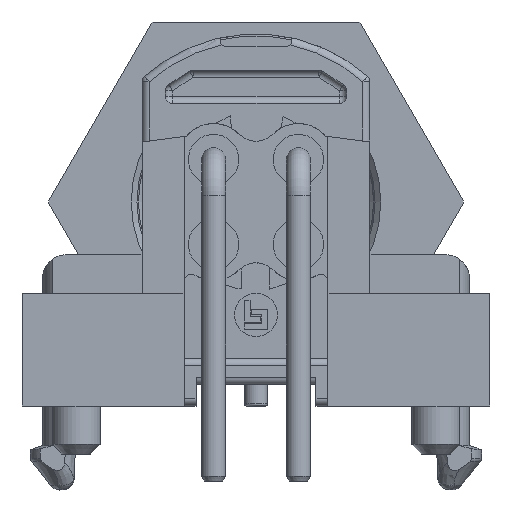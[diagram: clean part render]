
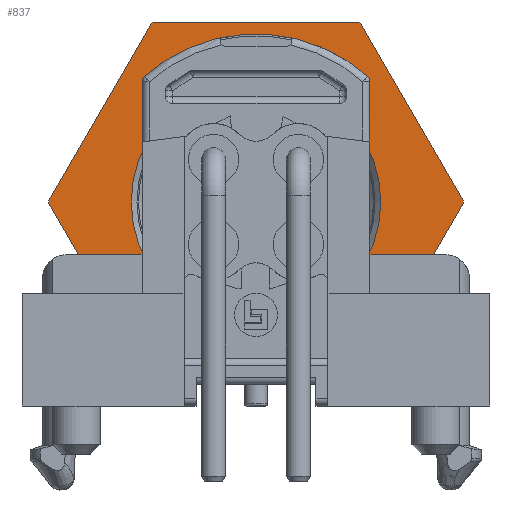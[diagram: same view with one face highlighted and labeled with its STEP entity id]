
A CAD part, left-side view. The second image highlights one B-rep face of the part: STEP entity #837.
In plain terms, the highlighted planar face has unit normal (-1, 0, 0).
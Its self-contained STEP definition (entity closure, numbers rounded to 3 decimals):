
#348=PLANE('',#6598);
#488=FACE_BOUND('',#1609,.T.);
#489=FACE_BOUND('',#1610,.T.);
#837=ADVANCED_FACE('',(#488,#489),#348,.F.);
#1609=EDGE_LOOP('',(#3114));
#1610=EDGE_LOOP('',(#3115,#3116,#3117,#3118,#3119,#3120,#3121,#3122,#3123,
#3124,#3125,#3126));
#3114=ORIENTED_EDGE('',*,*,#4443,.T.);
#3115=ORIENTED_EDGE('',*,*,#4435,.T.);
#3116=ORIENTED_EDGE('',*,*,#4444,.T.);
#3117=ORIENTED_EDGE('',*,*,#4437,.T.);
#3118=ORIENTED_EDGE('',*,*,#4445,.T.);
#3119=ORIENTED_EDGE('',*,*,#4440,.T.);
#3120=ORIENTED_EDGE('',*,*,#4446,.T.);
#3121=ORIENTED_EDGE('',*,*,#4425,.T.);
#3122=ORIENTED_EDGE('',*,*,#4447,.T.);
#3123=ORIENTED_EDGE('',*,*,#4429,.F.);
#3124=ORIENTED_EDGE('',*,*,#4448,.T.);
#3125=ORIENTED_EDGE('',*,*,#4432,.T.);
#3126=ORIENTED_EDGE('',*,*,#4449,.T.);
#3670=VERTEX_POINT('',#10484);
#3671=VERTEX_POINT('',#10485);
#3672=VERTEX_POINT('',#10490);
#3673=VERTEX_POINT('',#10492);
#3674=VERTEX_POINT('',#10496);
#3675=VERTEX_POINT('',#10498);
#3676=VERTEX_POINT('',#10502);
#3677=VERTEX_POINT('',#10504);
#3678=VERTEX_POINT('',#10508);
#3679=VERTEX_POINT('',#10509);
#3680=VERTEX_POINT('',#10514);
#3681=VERTEX_POINT('',#10515);
#3682=VERTEX_POINT('',#10520);
#4425=EDGE_CURVE('',#3670,#3671,#5371,.T.);
#4429=EDGE_CURVE('',#3672,#3673,#5375,.T.);
#4432=EDGE_CURVE('',#3675,#3674,#5378,.T.);
#4435=EDGE_CURVE('',#3677,#3676,#5381,.T.);
#4437=EDGE_CURVE('',#3678,#3679,#5383,.T.);
#4440=EDGE_CURVE('',#3680,#3681,#5386,.T.);
#4443=EDGE_CURVE('',#3682,#3682,#4724,.T.);
#4444=EDGE_CURVE('',#3676,#3678,#5389,.T.);
#4445=EDGE_CURVE('',#3679,#3680,#5390,.T.);
#4446=EDGE_CURVE('',#3681,#3670,#5391,.T.);
#4447=EDGE_CURVE('',#3671,#3673,#5392,.T.);
#4448=EDGE_CURVE('',#3672,#3675,#5393,.T.);
#4449=EDGE_CURVE('',#3674,#3677,#5394,.T.);
#4724=CIRCLE('',#6597,5.2);
#5371=LINE('',#10483,#5865);
#5375=LINE('',#10491,#5869);
#5378=LINE('',#10497,#5872);
#5381=LINE('',#10503,#5875);
#5383=LINE('',#10507,#5877);
#5386=LINE('',#10513,#5880);
#5389=LINE('',#10521,#5883);
#5390=LINE('',#10522,#5884);
#5391=LINE('',#10523,#5885);
#5392=LINE('',#10524,#5886);
#5393=LINE('',#10525,#5887);
#5394=LINE('',#10526,#5888);
#5865=VECTOR('',#8248,1.);
#5869=VECTOR('',#8254,1.);
#5872=VECTOR('',#8259,1.);
#5875=VECTOR('',#8264,1.);
#5877=VECTOR('',#8268,1.);
#5880=VECTOR('',#8273,1.);
#5883=VECTOR('',#8280,1.);
#5884=VECTOR('',#8281,1.);
#5885=VECTOR('',#8282,1.);
#5886=VECTOR('',#8283,1.);
#5887=VECTOR('',#8284,1.);
#5888=VECTOR('',#8285,1.);
#6597=AXIS2_PLACEMENT_3D('',#10519,#8278,#8279);
#6598=AXIS2_PLACEMENT_3D('',#10527,#8286,#8287);
#8248=DIRECTION('',(0.,0.5,0.866));
#8254=DIRECTION('',(0.,-1.,0.));
#8259=DIRECTION('',(0.,0.5,-0.866));
#8264=DIRECTION('',(0.,-0.5,-0.866));
#8268=DIRECTION('',(0.,-1.,0.));
#8273=DIRECTION('',(0.,-0.5,0.866));
#8278=DIRECTION('',(1.,0.,0.));
#8279=DIRECTION('',(0.,0.,-1.));
#8280=DIRECTION('',(0.,-0.866,-0.5));
#8281=DIRECTION('',(0.,-0.866,0.5));
#8282=DIRECTION('',(0.,0.,1.));
#8283=DIRECTION('',(0.,0.866,0.5));
#8284=DIRECTION('',(0.,0.866,-0.5));
#8285=DIRECTION('',(0.,0.,-1.));
#8286=DIRECTION('',(1.,0.,0.));
#8287=DIRECTION('',(0.,0.,1.));
#10483=CARTESIAN_POINT('',(27.,-8.661,0.));
#10484=CARTESIAN_POINT('',(27.,-8.636,0.043));
#10485=CARTESIAN_POINT('',(27.,-4.355,7.457));
#10490=CARTESIAN_POINT('',(27.,4.28,7.5));
#10491=CARTESIAN_POINT('',(27.,4.33,7.5));
#10492=CARTESIAN_POINT('',(27.,-4.28,7.5));
#10496=CARTESIAN_POINT('',(27.,8.636,0.043));
#10497=CARTESIAN_POINT('',(27.,4.33,7.5));
#10498=CARTESIAN_POINT('',(27.,4.355,7.457));
#10502=CARTESIAN_POINT('',(27.,4.355,-7.457));
#10503=CARTESIAN_POINT('',(27.,8.661,0.));
#10504=CARTESIAN_POINT('',(27.,8.636,-0.043));
#10507=CARTESIAN_POINT('',(27.,4.33,-7.5));
#10508=CARTESIAN_POINT('',(27.,4.28,-7.5));
#10509=CARTESIAN_POINT('',(27.,-4.28,-7.5));
#10513=CARTESIAN_POINT('',(27.,-4.33,-7.5));
#10514=CARTESIAN_POINT('',(27.,-4.355,-7.457));
#10515=CARTESIAN_POINT('',(27.,-8.636,-0.043));
#10519=CARTESIAN_POINT('',(27.,0.,0.));
#10520=CARTESIAN_POINT('',(27.,0.,-5.2));
#10521=CARTESIAN_POINT('',(27.,4.355,-7.457));
#10522=CARTESIAN_POINT('',(27.,-4.28,-7.5));
#10523=CARTESIAN_POINT('',(27.,-8.636,-0.043));
#10524=CARTESIAN_POINT('',(27.,-4.355,7.457));
#10525=CARTESIAN_POINT('',(27.,4.28,7.5));
#10526=CARTESIAN_POINT('',(27.,8.636,0.043));
#10527=CARTESIAN_POINT('',(27.,-4.33,7.5));
